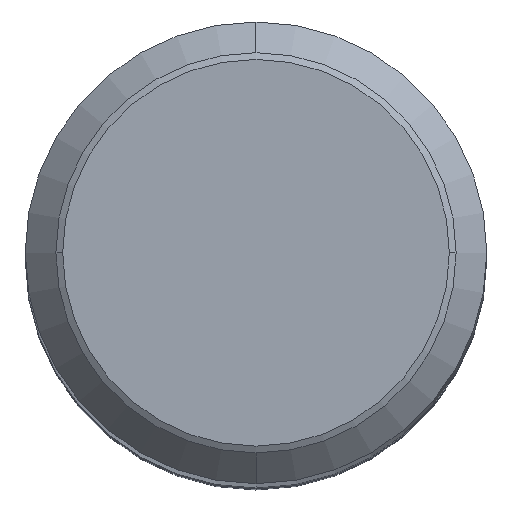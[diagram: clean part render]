
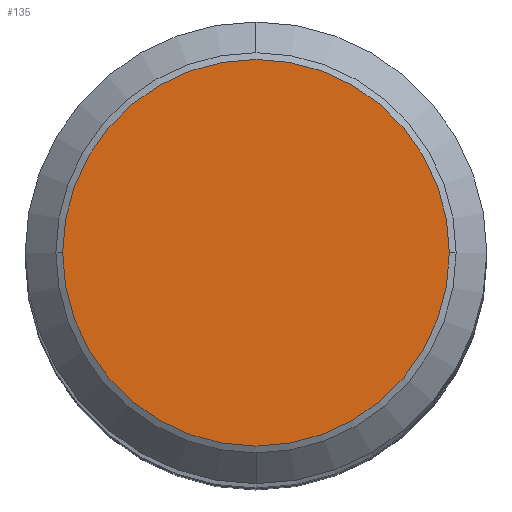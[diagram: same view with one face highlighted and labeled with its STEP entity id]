
A CAD part, top view. The second image highlights one B-rep face of the part: STEP entity #135.
In plain terms, the highlighted planar face has unit normal (0, 0, 1).
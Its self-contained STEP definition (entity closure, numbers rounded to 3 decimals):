
#135=ADVANCED_FACE('',(#329),#330,.T.);
#161=EDGE_CURVE('',#183,#217,#358,.T.);
#183=VERTEX_POINT('',#385);
#187=EDGE_CURVE('',#217,#183,#389,.T.);
#217=VERTEX_POINT('',#422);
#329=FACE_OUTER_BOUND('',#536,.T.);
#330=PLANE('',#537);
#358=CIRCLE('',#576,4.188);
#385=CARTESIAN_POINT('',(4.188,0.,67.75));
#389=CIRCLE('',#616,4.188);
#422=CARTESIAN_POINT('',(-4.188,0.,67.75));
#536=EDGE_LOOP('',(#799,#800));
#537=AXIS2_PLACEMENT_3D('',#801,#802,#803);
#576=AXIS2_PLACEMENT_3D('',#839,#840,#841);
#616=AXIS2_PLACEMENT_3D('',#895,#896,#897);
#799=ORIENTED_EDGE('',*,*,#187,.T.);
#800=ORIENTED_EDGE('',*,*,#161,.T.);
#801=CARTESIAN_POINT('',(0.,-2.125,67.75));
#802=DIRECTION('',(0.0,0.0,1.0));
#803=DIRECTION('',(0.,-1.0,0.0));
#839=CARTESIAN_POINT('',(0.,0.0,67.75));
#840=DIRECTION('',(0.0,0.0,1.0));
#841=DIRECTION('',(-1.0,0.,0.0));
#895=CARTESIAN_POINT('',(0.,0.0,67.75));
#896=DIRECTION('',(0.0,0.0,1.0));
#897=DIRECTION('',(-1.0,0.,0.0));
